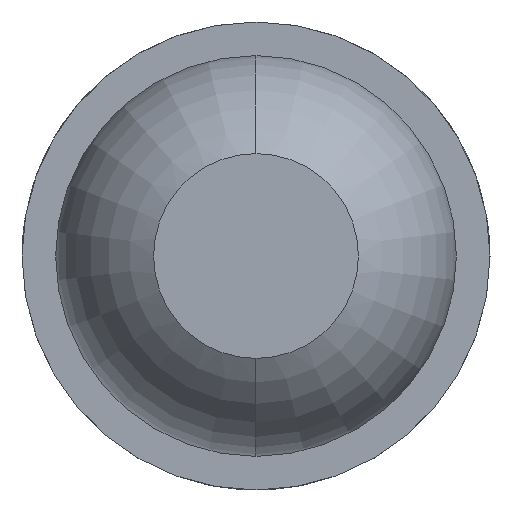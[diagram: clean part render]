
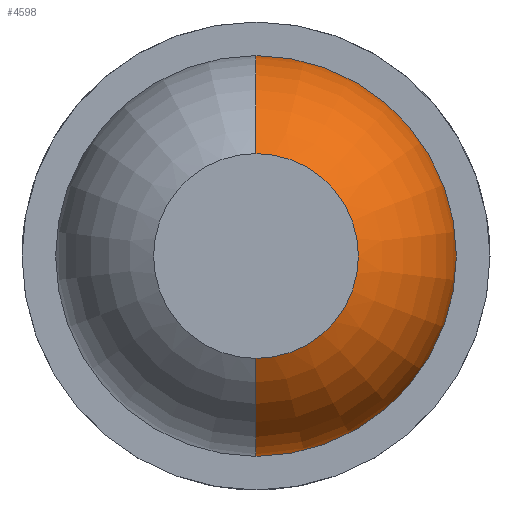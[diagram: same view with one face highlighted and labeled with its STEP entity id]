
A CAD part, front view. The second image highlights one B-rep face of the part: STEP entity #4598.
In plain terms, the highlighted toroidal (fillet/blend) face has major radius 0.035 mm and minor radius 0.65 mm.
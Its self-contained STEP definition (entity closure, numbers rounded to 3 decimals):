
#56 = AXIS2_PLACEMENT_3D ( 'NONE', #970, #2040, #2057 ) ;
#182 = ORIENTED_EDGE ( 'NONE', *, *, #1190, .F. ) ;
#522 = CIRCLE ( 'NONE', #1051, 0.65 ) ;
#557 = AXIS2_PLACEMENT_3D ( 'NONE', #3308, #4461, #2632 ) ;
#736 = AXIS2_PLACEMENT_3D ( 'NONE', #1032, #2453, #4210 ) ;
#970 = CARTESIAN_POINT ( 'NONE',  ( 0., -25., 0. ) ) ;
#972 = DIRECTION ( 'NONE',  ( 0., 0., -1. ) ) ;
#1032 = CARTESIAN_POINT ( 'NONE',  ( 0., -24.431, 0. ) ) ;
#1051 = AXIS2_PLACEMENT_3D ( 'NONE', #2649, #1322, #3341 ) ;
#1190 = EDGE_CURVE ( 'Defeature ausgef�hrt2_24+Defeature ausgef�hrt2_4+Defeature ausgef�hrt2_4+Defeature ausgef�hrt2_4', #4085, #4023, #1966, .T. ) ;
#1322 = DIRECTION ( 'NONE',  ( 1., 0., 0. ) ) ;
#1682 = CARTESIAN_POINT ( 'NONE',  ( 0., -24.431, 0.685 ) ) ;
#1803 = AXIS2_PLACEMENT_3D ( 'NONE', #2804, #4148, #972 ) ;
#1815 = FACE_OUTER_BOUND ( 'NONE', #3176, .T. ) ;
#1966 = CIRCLE ( 'NONE', #56, 0.35 ) ;
#2007 = VERTEX_POINT ( 'NONE', #1682 ) ;
#2040 = DIRECTION ( 'NONE',  ( 0., -1., 0. ) ) ;
#2057 = DIRECTION ( 'NONE',  ( 0., 0., -1. ) ) ;
#2157 = CARTESIAN_POINT ( 'NONE',  ( 0., -24.431, -0.685 ) ) ;
#2374 = ORIENTED_EDGE ( 'NONE', *, *, #2968, .T. ) ;
#2453 = DIRECTION ( 'NONE',  ( 0., -1., 0. ) ) ;
#2632 = DIRECTION ( 'NONE',  ( 0., 0., 1. ) ) ;
#2649 = CARTESIAN_POINT ( 'NONE',  ( 0., -24.431, 0.035 ) ) ;
#2727 = VERTEX_POINT ( 'NONE', #2157 ) ;
#2804 = CARTESIAN_POINT ( 'NONE',  ( 0., -24.431, 0. ) ) ;
#2806 = CIRCLE ( 'NONE', #736, 0.685 ) ;
#2968 = EDGE_CURVE ( 'NONE', #2007, #4023, #522, .T. ) ;
#3005 = EDGE_CURVE ( 'Defeature ausgef�hrt2_4+Defeature ausgef�hrt2_5+Defeature ausgef�hrt2_5+Defeature ausgef�hrt2_5', #2727, #2007, #2806, .T. ) ;
#3176 = EDGE_LOOP ( 'NONE', ( #3367, #2374, #182, #4166 ) ) ;
#3250 = CARTESIAN_POINT ( 'NONE',  ( 0., -25., 0.35 ) ) ;
#3308 = CARTESIAN_POINT ( 'NONE',  ( 0., -24.431, -0.035 ) ) ;
#3318 = EDGE_CURVE ( 'NONE', #2727, #4085, #4025, .T. ) ;
#3341 = DIRECTION ( 'NONE',  ( 0., 0., -1. ) ) ;
#3367 = ORIENTED_EDGE ( 'NONE', *, *, #3005, .T. ) ;
#3432 = TOROIDAL_SURFACE ( 'NONE', #1803, 0.035, 0.65 ) ;
#3652 = CARTESIAN_POINT ( 'NONE',  ( 0., -25., -0.35 ) ) ;
#4023 = VERTEX_POINT ( 'NONE', #3250 ) ;
#4025 = CIRCLE ( 'NONE', #557, 0.65 ) ;
#4085 = VERTEX_POINT ( 'NONE', #3652 ) ;
#4148 = DIRECTION ( 'NONE',  ( 0., -1., 0. ) ) ;
#4166 = ORIENTED_EDGE ( 'NONE', *, *, #3318, .F. ) ;
#4210 = DIRECTION ( 'NONE',  ( 0., 0., -1. ) ) ;
#4461 = DIRECTION ( 'NONE',  ( -1., 0., 0. ) ) ;
#4598 = ADVANCED_FACE ( 'Defeature ausgef�hrt2_4', ( #1815 ), #3432, .T. ) ;
